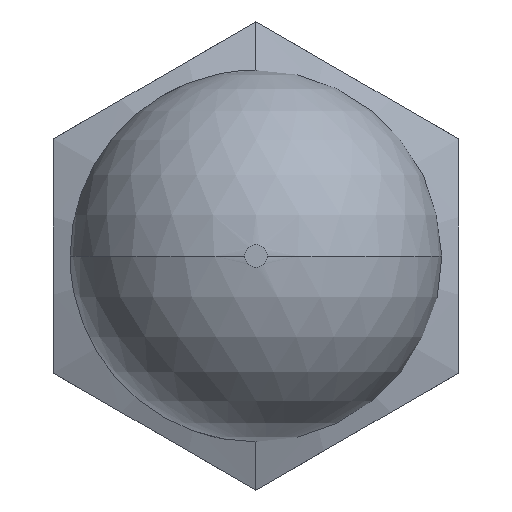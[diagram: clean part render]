
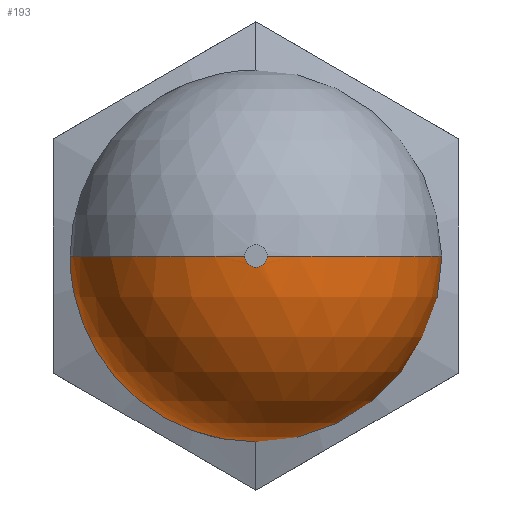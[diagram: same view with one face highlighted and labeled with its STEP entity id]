
A CAD part, front view. The second image highlights one B-rep face of the part: STEP entity #193.
In plain terms, the highlighted spherical face has radius 11 mm.
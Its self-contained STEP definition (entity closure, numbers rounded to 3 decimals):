
#12 = CARTESIAN_POINT ( 'NONE',  ( 7.5, -13., 0. ) ) ;
#22 = CARTESIAN_POINT ( 'NONE',  ( 0.663, -32.027, 0. ) ) ;
#122 = CARTESIAN_POINT ( 'NONE',  ( -7.5, -13., 0. ) ) ;
#142 = VERTEX_POINT ( 'NONE', #122 ) ;
#169 = ORIENTED_EDGE ( 'NONE', *, *, #914, .F. ) ;
#171 = VERTEX_POINT ( 'NONE', #947 ) ;
#172 = DIRECTION ( 'NONE',  ( 0., 1., 0. ) ) ;
#173 = CARTESIAN_POINT ( 'NONE',  ( 0., -21.047, 0. ) ) ;
#193 = ADVANCED_FACE ( 'NONE', ( #1204 ), #1207, .T. ) ;
#223 = VERTEX_POINT ( 'NONE', #12 ) ;
#242 = DIRECTION ( 'NONE',  ( -1., 0., 0. ) ) ;
#248 = CARTESIAN_POINT ( 'NONE',  ( -0.663, -32.027, 0. ) ) ;
#257 = EDGE_LOOP ( 'NONE', ( #169, #1282, #773, #272, #1237 ) ) ;
#272 = ORIENTED_EDGE ( 'NONE', *, *, #837, .F. ) ;
#339 = CARTESIAN_POINT ( 'NONE',  ( 0., -32.027, 0. ) ) ;
#346 = AXIS2_PLACEMENT_3D ( 'NONE', #1071, #1070, #874 ) ;
#348 = AXIS2_PLACEMENT_3D ( 'NONE', #1028, #1014, #1065 ) ;
#368 = AXIS2_PLACEMENT_3D ( 'NONE', #934, #924, #977 ) ;
#382 = DIRECTION ( 'NONE',  ( 0., 0., 1. ) ) ;
#392 = AXIS2_PLACEMENT_3D ( 'NONE', #339, #172, #382 ) ;
#437 = AXIS2_PLACEMENT_3D ( 'NONE', #1190, #1187, #1185 ) ;
#495 = VERTEX_POINT ( 'NONE', #248 ) ;
#619 = AXIS2_PLACEMENT_3D ( 'NONE', #173, #711, #242 ) ;
#711 = DIRECTION ( 'NONE',  ( 0., 0., 1. ) ) ;
#773 = ORIENTED_EDGE ( 'NONE', *, *, #930, .T. ) ;
#788 = VERTEX_POINT ( 'NONE', #22 ) ;
#837 = EDGE_CURVE ( 'NONE', #171, #142, #951, .T. ) ;
#858 = CIRCLE ( 'NONE', #346, 7.5 ) ;
#861 = CIRCLE ( 'NONE', #348, 11. ) ;
#867 = CIRCLE ( 'NONE', #368, 11. ) ;
#874 = DIRECTION ( 'NONE',  ( 0., 0., 1. ) ) ;
#890 = EDGE_CURVE ( 'NONE', #788, #495, #892, .T. ) ;
#892 = CIRCLE ( 'NONE', #392, 0.663 ) ;
#914 = EDGE_CURVE ( 'NONE', #788, #223, #867, .T. ) ;
#924 = DIRECTION ( 'NONE',  ( 0., 0., 1. ) ) ;
#930 = EDGE_CURVE ( 'NONE', #495, #142, #861, .T. ) ;
#934 = CARTESIAN_POINT ( 'NONE',  ( 0., -21.047, 0. ) ) ;
#939 = EDGE_CURVE ( 'NONE', #223, #171, #858, .T. ) ;
#947 = CARTESIAN_POINT ( 'NONE',  ( 0., -13., -7.5 ) ) ;
#951 = CIRCLE ( 'NONE', #437, 7.5 ) ;
#977 = DIRECTION ( 'NONE',  ( 1., 0., 0. ) ) ;
#1014 = DIRECTION ( 'NONE',  ( 0., 0., -1. ) ) ;
#1028 = CARTESIAN_POINT ( 'NONE',  ( 0., -21.047, 0. ) ) ;
#1065 = DIRECTION ( 'NONE',  ( -1., 0., 0. ) ) ;
#1070 = DIRECTION ( 'NONE',  ( 0., 1., 0. ) ) ;
#1071 = CARTESIAN_POINT ( 'NONE',  ( 0., -13., 0. ) ) ;
#1185 = DIRECTION ( 'NONE',  ( 0., 0., 1. ) ) ;
#1187 = DIRECTION ( 'NONE',  ( 0., 1., 0. ) ) ;
#1190 = CARTESIAN_POINT ( 'NONE',  ( 0., -13., 0. ) ) ;
#1204 = FACE_OUTER_BOUND ( 'NONE', #257, .T. ) ;
#1207 = SPHERICAL_SURFACE ( 'NONE', #619, 11. ) ;
#1237 = ORIENTED_EDGE ( 'NONE', *, *, #939, .F. ) ;
#1282 = ORIENTED_EDGE ( 'NONE', *, *, #890, .T. ) ;
